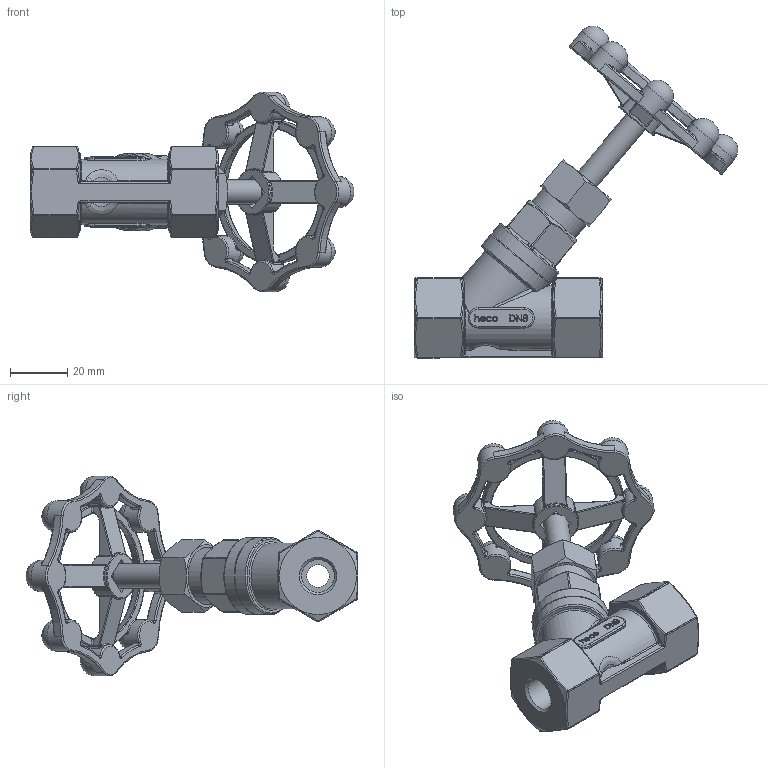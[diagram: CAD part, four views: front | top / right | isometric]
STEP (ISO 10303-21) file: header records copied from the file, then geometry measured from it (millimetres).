
FILE_DESCRIPTION (( 'STEP AP214' ), '1' );
FILE_NAME ('MV-014-S00-4 Muffenschrägsitzventil heco.STEP', '2015-04-15T08:52:48', ( 'test' ), ( '' ), 'SwSTEP 2.0', 'SolidWorks 2011', '' );
FILE_SCHEMA (( 'AUTOMOTIVE_DESIGN' ));
Length unit declared in the file: millimetre
Products named in the file (1): MV-014-S00-4 Muffenschrägsitzventil heco
Bounding box: 113.39 x 116.25 x 69.99 mm (x, y, z)
Volume: 70677.9 mm3; surface area: 23203.1 mm2
Topology: 2 solids, 6 shells, 1210 faces, 2994 edges, 1711 vertices
Faces by surface type: bspline 525, plane 270, cylinder 206, torus 160, cone 39, sphere 10
Full cylindrical faces by diameter (mm): 4.7 x1, 8 x1, 8.5 x1, 11 x9, 11.448 x2, 14.7 x1, 16 x1, 20 x1, 27 x2
Entity records: 64594 total; most frequent: CARTESIAN_POINT 27281, ORIENTED_EDGE 5636, DIRECTION 4019, EDGE_CURVE 2818, VERTEX_POINT 1684, AXIS2_PLACEMENT_3D 1599, EDGE_LOOP 1304, FACE_OUTER_BOUND 1242
